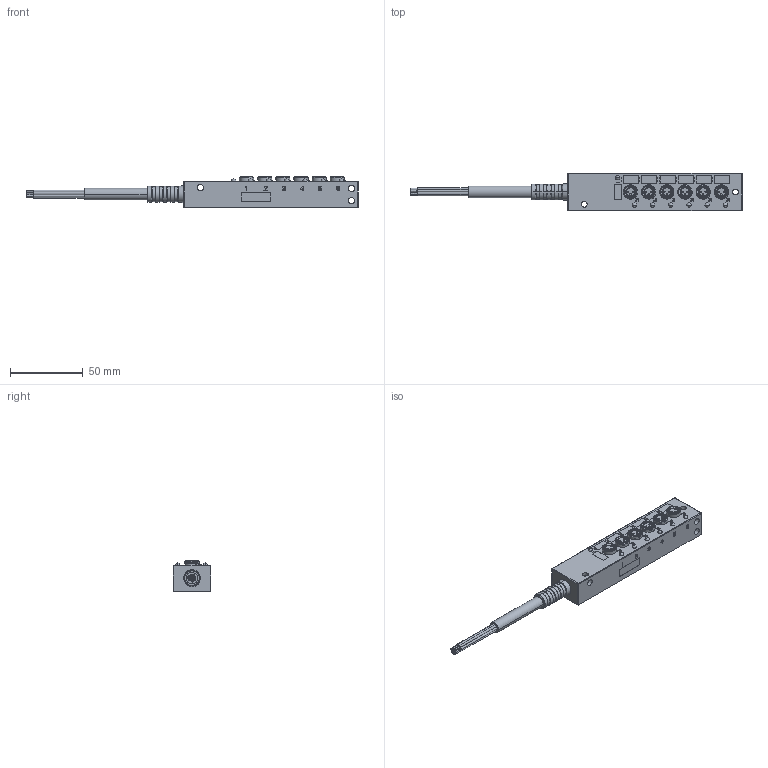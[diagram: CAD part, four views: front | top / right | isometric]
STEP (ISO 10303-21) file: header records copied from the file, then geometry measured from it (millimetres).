
FILE_DESCRIPTION( ('This file contains a STEP AP42 implementation' ,'as created by ZW3D STEP Interface translator.') ,'2;1' );
FILE_NAME( 'DM8C6-3-3XX-91XX.stp' ,'211223.193439', (''), ('ZWCAD Software Co.'), 'Version 1.0', 'ZW3D to STEP translator', '' );
FILE_SCHEMA(('AUTOMOTIVE_DESIGN'));
Length unit declared in the file: millimetre
Products named in the file (2): 0; DM8C6-3-3XX-91XX
Bounding box: 228.44 x 26 x 21 mm (x, y, z)
Volume: 59756.5 mm3; surface area: 22304.1 mm2
Topology: 1 solids, 1 shells, 1160 faces, 3062 edges, 2007 vertices
Faces by surface type: bspline 1160
Entity records: 43568 total; most frequent: CARTESIAN_POINT 23866, ORIENTED_EDGE 6096, EDGE_CURVE 3048, B_SPLINE_CURVE_WITH_KNOTS 2718, VERTEX_POINT 2007, EDGE_LOOP 1293, FACE_OUTER_BOUND 1160, ADVANCED_FACE 1160
